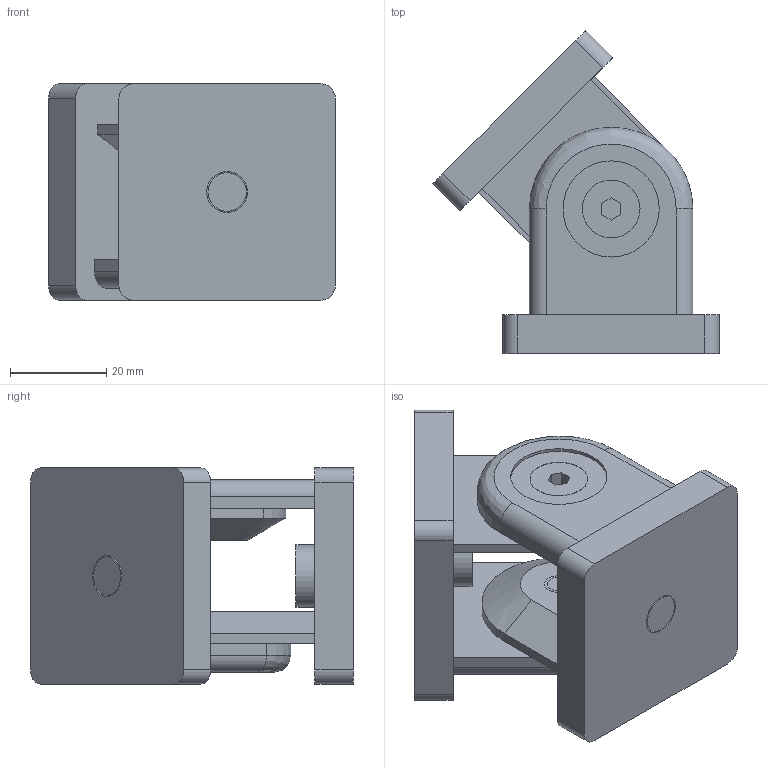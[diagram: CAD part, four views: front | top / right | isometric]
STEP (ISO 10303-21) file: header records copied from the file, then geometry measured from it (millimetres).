
FILE_DESCRIPTION (( 'STEP AP214' ), '1' );
FILE_NAME ('61214002', '2019-02-04T08:22:16', ( '' ), ('JUGARD+KÜNSTNER GmbH'), 'SwSTEP 2.0', 'SolidWorks 2017', '' );
FILE_SCHEMA (( 'AUTOMOTIVE_DESIGN' ));
Length unit declared in the file: millimetre
Products named in the file (3): Kopie von Gelenk-10 45_4^61214002; Kopie von Gelenk-10 45_3^61214002; 61214002_CNAJF00
Assembly tree (2 placements, depth 2):
  61214002_CNAJF00
    Kopie von Gelenk-10 45_3^61214002
    Kopie von Gelenk-10 45_4^61214002
Bounding box: 59.62 x 67.12 x 45 mm (x, y, z)
Volume: 57572.2 mm3; surface area: 22980.1 mm2
Topology: 2 solids, 10 shells, 168 faces, 376 edges, 248 vertices
Faces by surface type: plane 120, cylinder 44, cone 2, bspline 2
Entity records: 5518 total; most frequent: CARTESIAN_POINT 1029, DIRECTION 806, ORIENTED_EDGE 752, EDGE_CURVE 376, VECTOR 284, LINE 284, AXIS2_PLACEMENT_3D 261, VERTEX_POINT 248
